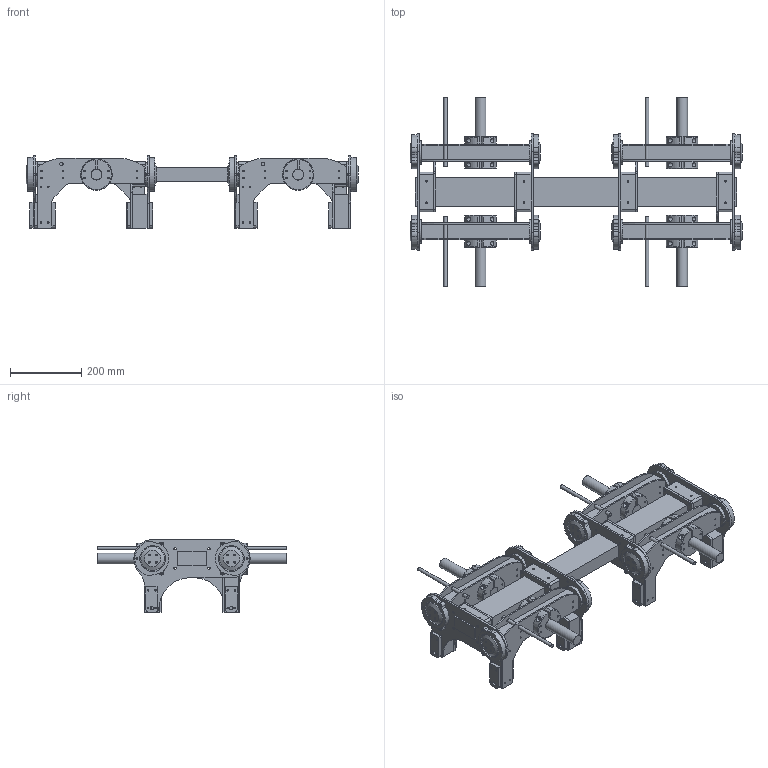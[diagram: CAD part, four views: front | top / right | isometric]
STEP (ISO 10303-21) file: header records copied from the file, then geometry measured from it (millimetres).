
FILE_DESCRIPTION(/* description */ (''),/* implementation_level */ '2;1');
FILE_NAME(/* name */ 'c12f2b73-0cd6-404f-a25c-d754107c84f2.stp',/* time_stamp */ '2018-07-25T16:38:42+00:00',/* author */ (''),/* organization */ (''),/* preprocessor_version */ 'ST-DEVELOPER v17',/* originating_system */ 'Autodesk Translation Framework v7.1.0.215',/* authorisation */ '');
FILE_SCHEMA (('AUTOMOTIVE_DESIGN { 1 0 10303 214 3 1 1 }'));
Length unit declared in the file: millimetre
Products named in the file (8): DogBody p5; beam_bracket; plates; 4040bearing; extrusion; HUBS; Hip1; Hip2
Assembly tree (9 placements, depth 2):
  DogBody p5
    beam_bracket
    plates
    4040bearing
    extrusion
    HUBS
    Hip1  x2
    Hip2  x2
Bounding box: 930 x 530.3 x 203.08 mm (x, y, z)
Volume: 11094116.9 mm3; surface area: 2349228.1 mm2
Topology: 85 solids, 85 shells, 1584 faces, 4232 edges, 2844 vertices
Faces by surface type: cylinder 902, plane 632, torus 26, bspline 16, cone 8
Full cylindrical faces by diameter (mm): 4 x184, 4.5 x198, 5.5 x64, 6.3 x48, 10 x28, 12 x16, 30 x16, 59.9 x8, 66 x16, 72.3 x8, 73 x8, 78.3 x8
Entity records: 45264 total; most frequent: CARTESIAN_POINT 11830, DIRECTION 6851, ORIENTED_EDGE 6492, EDGE_CURVE 3246, AXIS2_PLACEMENT_3D 2571, VERTEX_POINT 2178, EDGE_LOOP 2130, LINE 1709
